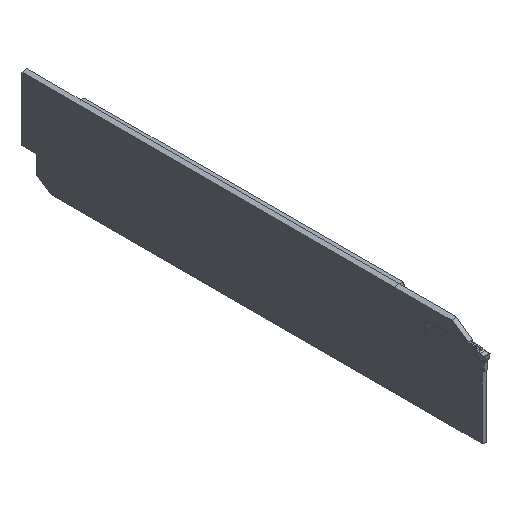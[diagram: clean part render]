
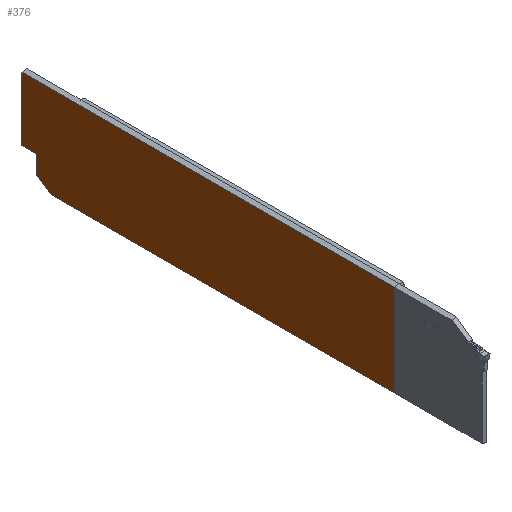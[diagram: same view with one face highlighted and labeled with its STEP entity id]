
A CAD part, isometric view. The second image highlights one B-rep face of the part: STEP entity #376.
In plain terms, the highlighted planar face has unit normal (-1, 0, 0).
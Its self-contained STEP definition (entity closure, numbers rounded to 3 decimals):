
#87=PLANE('',#3762);
#376=ADVANCED_FACE('',(#655),#87,.F.);
#655=FACE_OUTER_BOUND('',#863,.T.);
#863=EDGE_LOOP('',(#1869,#1870,#1871,#1872,#1873,#1874,#1875));
#1869=ORIENTED_EDGE('',*,*,#2861,.F.);
#1870=ORIENTED_EDGE('',*,*,#2896,.T.);
#1871=ORIENTED_EDGE('',*,*,#2897,.F.);
#1872=ORIENTED_EDGE('',*,*,#2898,.F.);
#1873=ORIENTED_EDGE('',*,*,#2899,.F.);
#1874=ORIENTED_EDGE('',*,*,#2900,.F.);
#1875=ORIENTED_EDGE('',*,*,#2901,.F.);
#2415=VERTEX_POINT('',#6246);
#2418=VERTEX_POINT('',#6253);
#2451=VERTEX_POINT('',#6392);
#2452=VERTEX_POINT('',#6394);
#2453=VERTEX_POINT('',#6396);
#2454=VERTEX_POINT('',#6398);
#2455=VERTEX_POINT('',#6400);
#2861=EDGE_CURVE('',#2415,#2418,#3184,.T.);
#2896=EDGE_CURVE('',#2415,#2451,#3203,.T.);
#2897=EDGE_CURVE('',#2452,#2451,#3204,.T.);
#2898=EDGE_CURVE('',#2453,#2452,#3205,.T.);
#2899=EDGE_CURVE('',#2454,#2453,#3206,.T.);
#2900=EDGE_CURVE('',#2455,#2454,#3207,.T.);
#2901=EDGE_CURVE('',#2418,#2455,#3208,.T.);
#3184=LINE('',#6259,#3431);
#3203=LINE('',#6391,#3450);
#3204=LINE('',#6393,#3451);
#3205=LINE('',#6395,#3452);
#3206=LINE('',#6397,#3453);
#3207=LINE('',#6399,#3454);
#3208=LINE('',#6401,#3455);
#3431=VECTOR('',#4428,1.);
#3450=VECTOR('',#4471,1.);
#3451=VECTOR('',#4472,1.);
#3452=VECTOR('',#4473,1.);
#3453=VECTOR('',#4474,1.);
#3454=VECTOR('',#4475,1.);
#3455=VECTOR('',#4476,1.);
#3762=AXIS2_PLACEMENT_3D('',#6402,#4477,#4478);
#4428=DIRECTION('',(0.,0.,-1.));
#4471=DIRECTION('',(0.,1.,0.));
#4472=DIRECTION('',(0.,0.,1.));
#4473=DIRECTION('',(0.,1.,0.));
#4474=DIRECTION('',(0.,0.,1.));
#4475=DIRECTION('',(0.,0.819,0.574));
#4476=DIRECTION('',(0.,1.,0.));
#4477=DIRECTION('',(1.,0.,0.));
#4478=DIRECTION('',(0.,0.,-1.));
#6246=CARTESIAN_POINT('',(0.,-38.403,25.357));
#6253=CARTESIAN_POINT('',(0.,-38.403,0.643));
#6259=CARTESIAN_POINT('',(0.,-38.403,25.357));
#6391=CARTESIAN_POINT('',(0.,-62.1,25.357));
#6392=CARTESIAN_POINT('',(0.,62.1,25.357));
#6393=CARTESIAN_POINT('',(0.,62.1,0.643));
#6394=CARTESIAN_POINT('',(0.,62.1,8.169));
#6395=CARTESIAN_POINT('',(0.,-62.1,8.169));
#6396=CARTESIAN_POINT('',(0.,58.3,8.169));
#6397=CARTESIAN_POINT('',(0.,58.3,0.643));
#6398=CARTESIAN_POINT('',(0.,58.3,3.48));
#6399=CARTESIAN_POINT('',(0.,58.9,3.9));
#6400=CARTESIAN_POINT('',(0.,54.249,0.643));
#6401=CARTESIAN_POINT('',(0.,-62.1,0.643));
#6402=CARTESIAN_POINT('',(0.,-62.1,25.357));
